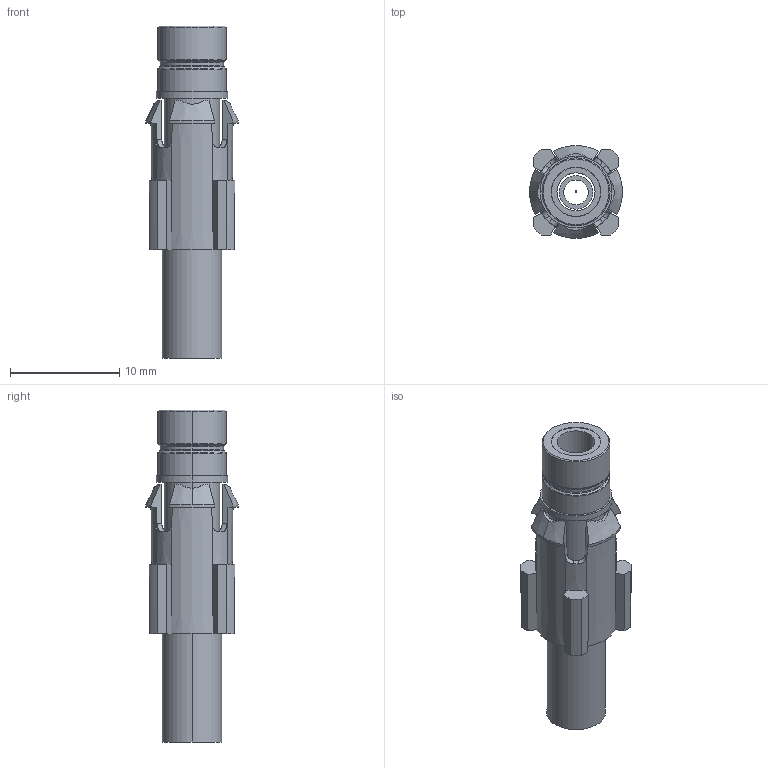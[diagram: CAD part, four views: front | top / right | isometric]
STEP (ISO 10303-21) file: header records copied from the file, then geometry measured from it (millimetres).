
FILE_DESCRIPTION (( 'STEP AP214' ), '1' );
FILE_NAME ('43-012-1-D6-BD.STEP', '2025-10-09T14:51:40', ( '' ), ( '' ), 'SwSTEP 2.0', 'SolidWorks 2025', '' );
FILE_SCHEMA (( 'AUTOMOTIVE_DESIGN' ));
Length unit declared in the file: millimetre
Products named in the file (1): 43-012-1-D6-BD
Bounding box: 8.5 x 8.5 x 30.35 mm (x, y, z)
Surface area: 1646.9 mm2 (no closed solid volume)
Topology: 0 solids, 7 shells, 137 faces, 365 edges, 236 vertices
Faces by surface type: plane 60, cylinder 39, cone 30, torus 8
Entity records: 4483 total; most frequent: CARTESIAN_POINT 1166, ORIENTED_EDGE 704, DIRECTION 683, EDGE_CURVE 365, AXIS2_PLACEMENT_3D 279, VERTEX_POINT 236, EDGE_LOOP 144, CIRCLE 141
